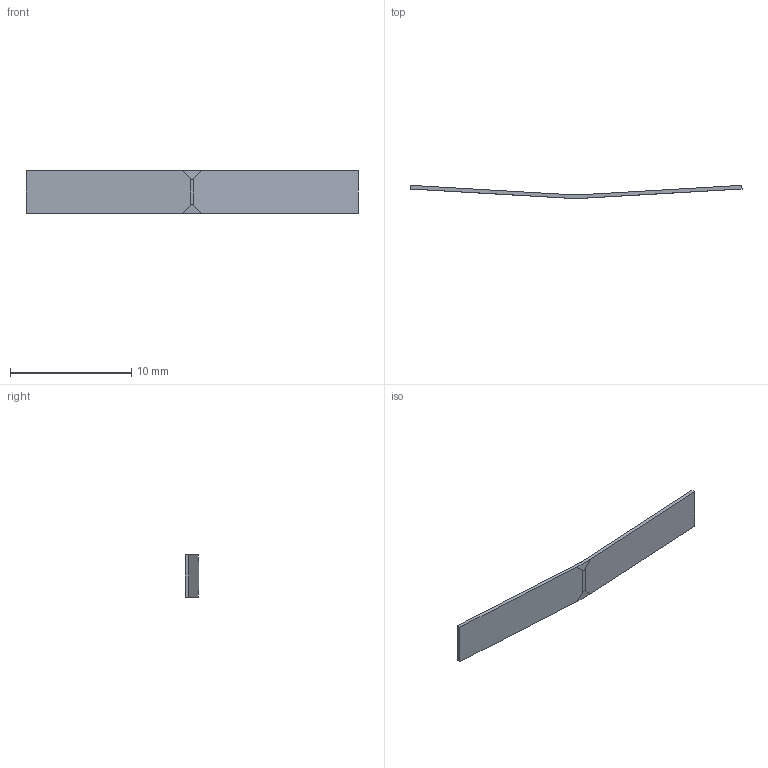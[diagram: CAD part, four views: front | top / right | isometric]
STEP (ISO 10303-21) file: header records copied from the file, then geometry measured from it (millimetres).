
FILE_DESCRIPTION (( 'STEP AP214' ), '1' );
FILE_NAME ('ﾊﾐﾏﾃ.753667.002 - ﾏ跖浯.STEP', '2024-11-18T13:31:56', ( '' ), ( '' ), 'SwSTEP 2.0', 'SolidWorks 2023', '' );
FILE_SCHEMA (( 'AUTOMOTIVE_DESIGN' ));
Length unit declared in the file: millimetre
Products named in the file (1): КРПГ.753667.002 - Пружина
Bounding box: 27.43 x 1.1 x 3.5 mm (x, y, z)
Volume: 28.8 mm3; surface area: 210.8 mm2
Topology: 1 solids, 1 shells, 12 faces, 30 edges, 20 vertices
Faces by surface type: plane 10, cylinder 2
Entity records: 379 total; most frequent: CARTESIAN_POINT 69, ORIENTED_EDGE 60, DIRECTION 56, EDGE_CURVE 30, VECTOR 26, LINE 26, VERTEX_POINT 20, AXIS2_PLACEMENT_3D 15
